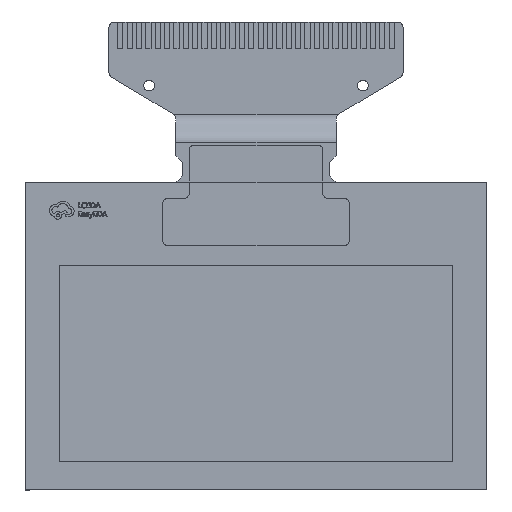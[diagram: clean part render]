
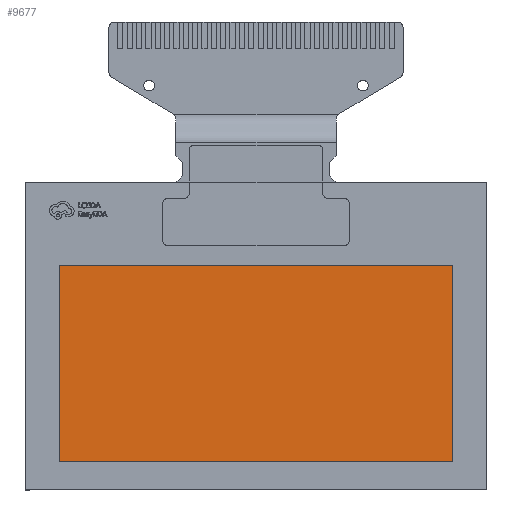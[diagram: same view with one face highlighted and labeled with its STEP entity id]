
A CAD part, top view. The second image highlights one B-rep face of the part: STEP entity #9677.
In plain terms, the highlighted planar face has unit normal (0, 0, 1).
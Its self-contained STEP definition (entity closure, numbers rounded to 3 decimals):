
#1165 = LINE ( 'NONE', #16291, #7582 ) ;
#1502 = EDGE_CURVE ( 'NONE', #19099, #10407, #13324, .T. ) ;
#2439 = CARTESIAN_POINT ( 'NONE',  ( 14.71, 0., 0.7 ) ) ;
#4942 = LINE ( 'NONE', #17619, #17512 ) ;
#6162 = EDGE_LOOP ( 'NONE', ( #22522, #16770, #12237, #10664 ) ) ;
#7582 = VECTOR ( 'NONE', #24901, 1000. ) ;
#8123 = LINE ( 'NONE', #24747, #18595 ) ;
#9021 = VECTOR ( 'NONE', #26298, 1000. ) ;
#9677 = ADVANCED_FACE ( 'NONE', ( #11698 ), #20696, .T. ) ;
#10407 = VERTEX_POINT ( 'NONE', #20732 ) ;
#10664 = ORIENTED_EDGE ( 'NONE', *, *, #17123, .F. ) ;
#10923 = VERTEX_POINT ( 'NONE', #14294 ) ;
#11542 = VERTEX_POINT ( 'NONE', #25069 ) ;
#11698 = FACE_OUTER_BOUND ( 'NONE', #6162, .T. ) ;
#12237 = ORIENTED_EDGE ( 'NONE', *, *, #1502, .F. ) ;
#12770 = CARTESIAN_POINT ( 'NONE',  ( 0., 0., 0.7 ) ) ;
#12902 = DIRECTION ( 'NONE',  ( 0., 0., 1. ) ) ;
#13324 = LINE ( 'NONE', #2439, #9021 ) ;
#14294 = CARTESIAN_POINT ( 'NONE',  ( -14.71, -7.5, 0.7 ) ) ;
#14301 = DIRECTION ( 'NONE',  ( -1., 0., 0. ) ) ;
#15697 = EDGE_CURVE ( 'NONE', #10923, #11542, #1165, .T. ) ;
#16291 = CARTESIAN_POINT ( 'NONE',  ( -14.71, 0., 0.7 ) ) ;
#16770 = ORIENTED_EDGE ( 'NONE', *, *, #19120, .F. ) ;
#17123 = EDGE_CURVE ( 'NONE', #11542, #19099, #4942, .T. ) ;
#17512 = VECTOR ( 'NONE', #26230, 1000. ) ;
#17619 = CARTESIAN_POINT ( 'NONE',  ( 0., 7.2, 0.7 ) ) ;
#18345 = AXIS2_PLACEMENT_3D ( 'NONE', #12770, #12902, #18972 ) ;
#18382 = CARTESIAN_POINT ( 'NONE',  ( 14.71, 7.2, 0.7 ) ) ;
#18595 = VECTOR ( 'NONE', #14301, 1000. ) ;
#18972 = DIRECTION ( 'NONE',  ( -1., 0., 0. ) ) ;
#19099 = VERTEX_POINT ( 'NONE', #18382 ) ;
#19120 = EDGE_CURVE ( 'NONE', #10407, #10923, #8123, .T. ) ;
#20696 = PLANE ( 'NONE',  #18345 ) ;
#20732 = CARTESIAN_POINT ( 'NONE',  ( 14.71, -7.5, 0.7 ) ) ;
#22522 = ORIENTED_EDGE ( 'NONE', *, *, #15697, .F. ) ;
#24747 = CARTESIAN_POINT ( 'NONE',  ( 0., -7.5, 0.7 ) ) ;
#24901 = DIRECTION ( 'NONE',  ( 0., 1., 0. ) ) ;
#25069 = CARTESIAN_POINT ( 'NONE',  ( -14.71, 7.2, 0.7 ) ) ;
#26230 = DIRECTION ( 'NONE',  ( 1., 0., 0. ) ) ;
#26298 = DIRECTION ( 'NONE',  ( 0., -1., 0. ) ) ;
